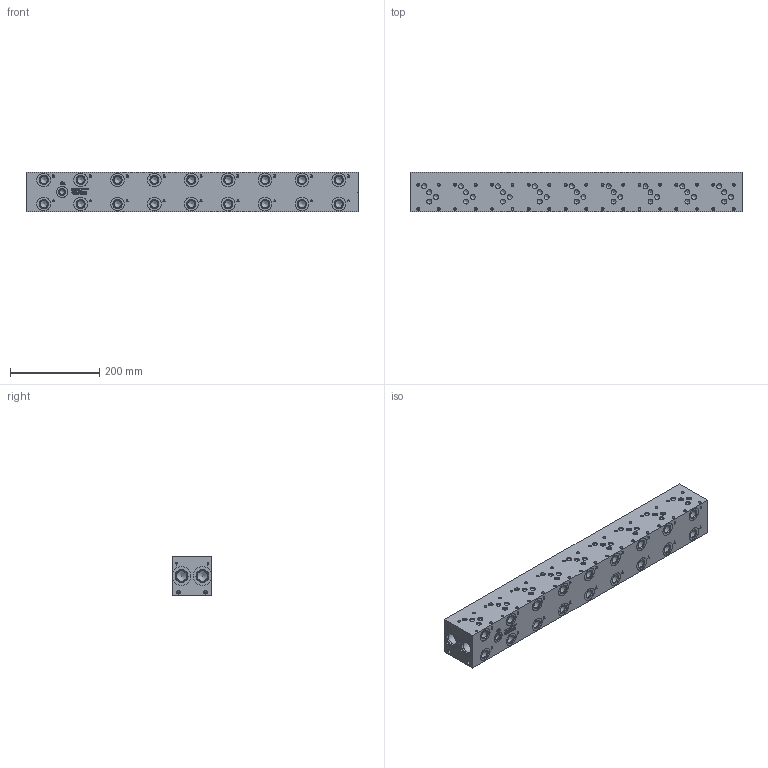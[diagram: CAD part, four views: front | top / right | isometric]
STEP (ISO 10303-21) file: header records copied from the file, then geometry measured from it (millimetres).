
FILE_DESCRIPTION(/* description */ (''),/* implementation_level */ '2;1');
FILE_NAME(/* name */ '_D05P093S.stp',/* time_stamp */ '2020-03-12T13:15:57-04:00',/* author */ ('devonn'),/* organization */ (''),/* preprocessor_version */ 'ST-DEVELOPER v17',/* originating_system */ 'Autodesk Inventor 2019',/* authorisation */ '');
FILE_SCHEMA (('AUTOMOTIVE_DESIGN { 1 0 10303 214 3 1 1 }'));
Length unit declared in the file: millimetre
Products named in the file (1): Part_AD05P093S_3D
Bounding box: 742.95 x 88.9 x 88.9 mm (x, y, z)
Volume: 5630104.4 mm3; surface area: 338766.3 mm2
Topology: 1 solids, 1 shells, 1257 faces, 3433 edges, 2344 vertices
Faces by surface type: plane 587, bspline 271, cylinder 231, cone 168
Full cylindrical faces by diameter (mm): 5.105 x36, 6.35 x36, 6.528 x4, 7.925 x4, 10.719 x1, 11.125 x36, 12.9 x1, 14.275 x1, 14.529 x1, 15.875 x18, 17.501 x18, 19.05 x18, 19.253 x18, 23.012 x4, 24.917 x4, 25.019 x1, 26.99 x2, 27 x2, 27.432 x4, 30.632 x18, 42.037 x4
Entity records: 41879 total; most frequent: CARTESIAN_POINT 10459, ORIENTED_EDGE 6668, DIRECTION 5631, EDGE_CURVE 3334, VERTEX_POINT 2344, LINE 1927, VECTOR 1927, AXIS2_PLACEMENT_3D 1852
